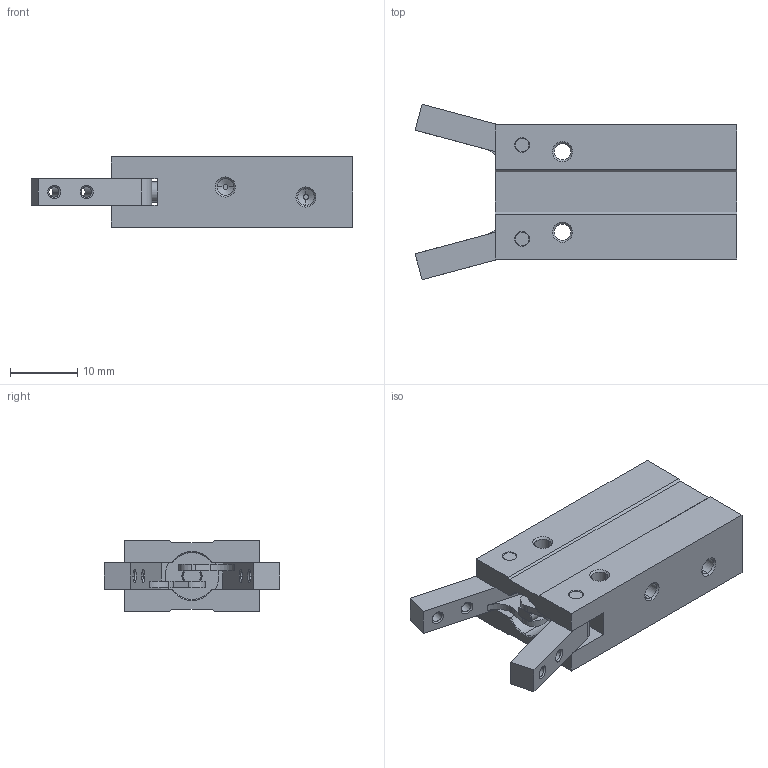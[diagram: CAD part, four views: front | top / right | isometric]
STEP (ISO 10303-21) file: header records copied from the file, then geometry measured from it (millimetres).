
FILE_DESCRIPTION (( 'STEP AP214' ), '1' );
FILE_NAME ('KA06MD-M.step', '2017-07-18T19:56:03', ( '' ), ( '' ), 'SwSTEP 2.0', 'SolidWorks 2017', '' );
FILE_SCHEMA (( 'AUTOMOTIVE_DESIGN' ));
Length unit declared in the file: millimetre
Products named in the file (5): KA06MD-M-4; KA06MD-M-3; KA06MD-M-2; KA06MD-M-1; KA06MD-M
Assembly tree (4 placements, depth 2):
  KA06MD-M
    KA06MD-M-1
    KA06MD-M-2
    KA06MD-M-3
    KA06MD-M-4
Bounding box: 47.97 x 26.15 x 10.5 mm (x, y, z)
Volume: 6348.1 mm3; surface area: 5299.6 mm2
Topology: 4 solids, 4 shells, 184 faces, 454 edges, 290 vertices
Faces by surface type: cylinder 67, plane 66, cone 51
Entity records: 5730 total; most frequent: DIRECTION 1022, CARTESIAN_POINT 971, ORIENTED_EDGE 908, EDGE_CURVE 454, AXIS2_PLACEMENT_3D 389, VERTEX_POINT 290, VECTOR 244, LINE 244
